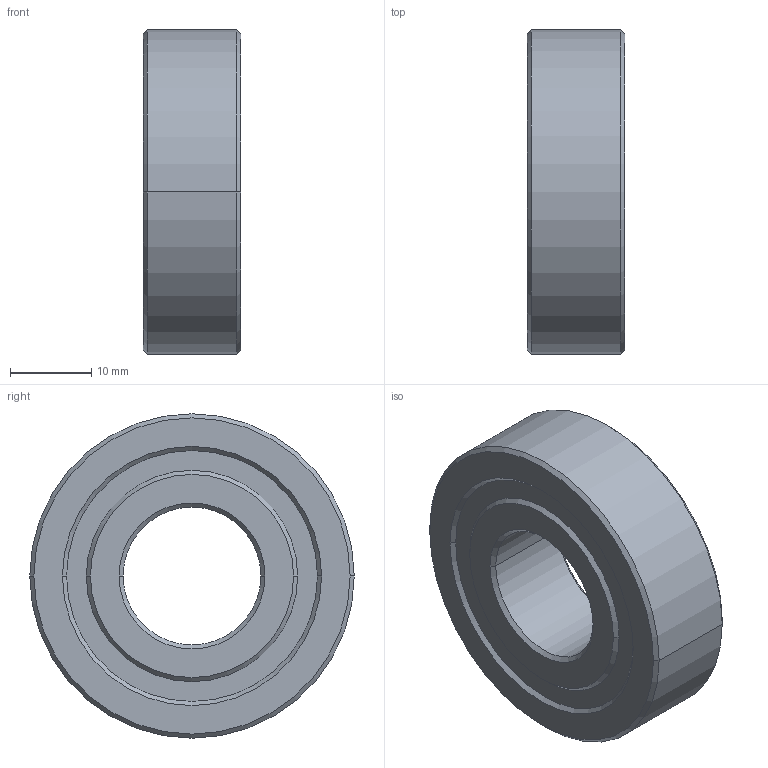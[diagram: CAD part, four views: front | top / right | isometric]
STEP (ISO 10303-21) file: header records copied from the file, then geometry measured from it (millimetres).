
FILE_DESCRIPTION(('STEP AP214'),'1');
FILE_NAME('uk_17_zz.stp','2019-09-14T12:13:59',('TraceParts'),('TraceParts S.A.'),'Spatial InterOp 3D',' ',' ');
FILE_SCHEMA(('AUTOMOTIVE_DESIGN { 1 0 10303 214 1 1 1 1 }'));
Length unit declared in the file: millimetre
Products named in the file (1): uk_17_zz
Bounding box: 12 x 40 x 40 mm (x, y, z)
Volume: 12047 mm3; surface area: 4177.4 mm2
Topology: 1 solids, 1 shells, 26 faces, 52 edges, 32 vertices
Faces by surface type: cone 16, plane 6, cylinder 4
Entity records: 703 total; most frequent: DIRECTION 138, CARTESIAN_POINT 111, ORIENTED_EDGE 104, AXIS2_PLACEMENT_3D 59, EDGE_CURVE 52, EDGE_LOOP 32, VERTEX_POINT 32, CIRCLE 32
